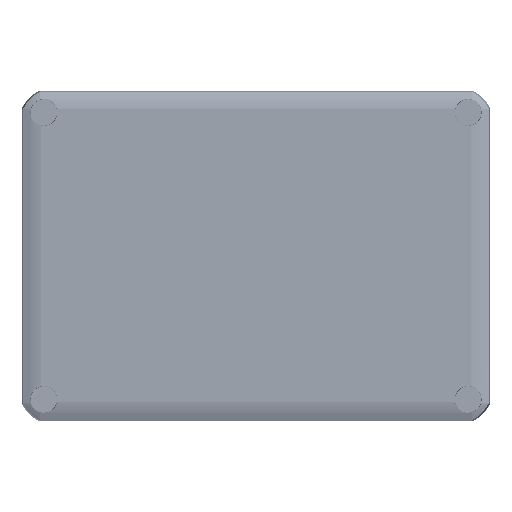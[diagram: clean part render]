
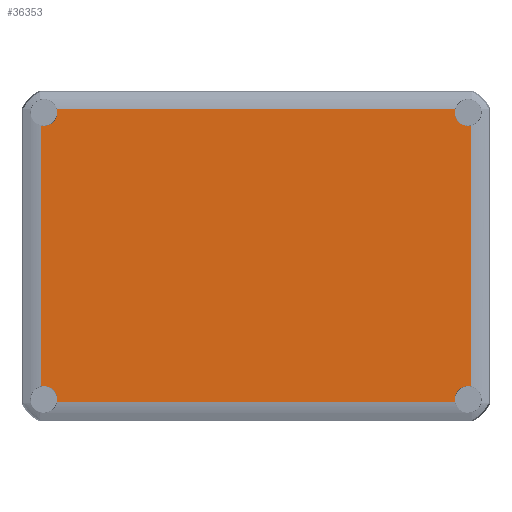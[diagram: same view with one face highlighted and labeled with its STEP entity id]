
A CAD part, top view. The second image highlights one B-rep face of the part: STEP entity #36353.
In plain terms, the highlighted face is planar.
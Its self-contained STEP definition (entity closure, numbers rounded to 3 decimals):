
#2130 = AXIS2_PLACEMENT_3D ( 'NONE', #55192, #71608, #30896 ) ;
#2242 = DIRECTION ( 'NONE',  ( 0., 0., 1. ) ) ;
#3639 = DIRECTION ( 'NONE',  ( -1., 0., 0. ) ) ;
#3788 = VERTEX_POINT ( 'NONE', #45087 ) ;
#3922 = VERTEX_POINT ( 'NONE', #95762 ) ;
#4184 = EDGE_CURVE ( 'NONE', #11518, #73364, #17476, .T. ) ;
#4766 = CARTESIAN_POINT ( 'NONE',  ( -178.505, -133.486, -17.01 ) ) ;
#5543 = ORIENTED_EDGE ( 'NONE', *, *, #22969, .T. ) ;
#7306 = VERTEX_POINT ( 'NONE', #70522 ) ;
#7399 = DIRECTION ( 'NONE',  ( -1., 0., 0. ) ) ;
#8210 = CARTESIAN_POINT ( 'NONE',  ( 73.692, 35.11, -17.01 ) ) ;
#9463 = EDGE_CURVE ( 'NONE', #87884, #3788, #36110, .T. ) ;
#11518 = VERTEX_POINT ( 'NONE', #28737 ) ;
#12807 = DIRECTION ( 'NONE',  ( -1., 0., 0. ) ) ;
#14046 = DIRECTION ( 'NONE',  ( -1., 0., 0. ) ) ;
#17331 = EDGE_CURVE ( 'NONE', #84203, #7306, #27589, .T. ) ;
#17476 = CIRCLE ( 'NONE', #89430, 8.21 ) ;
#19076 = DIRECTION ( 'NONE',  ( -1., 0., 0. ) ) ;
#19193 = DIRECTION ( 'NONE',  ( 0., 0., 1. ) ) ;
#19630 = AXIS2_PLACEMENT_3D ( 'NONE', #57101, #73511, #7399 ) ;
#19999 = DIRECTION ( 'NONE',  ( 0., 0., 1. ) ) ;
#20103 = AXIS2_PLACEMENT_3D ( 'NONE', #101305, #19193, #83508 ) ;
#20973 = DIRECTION ( 'NONE',  ( 0., -1., 0. ) ) ;
#21054 = CARTESIAN_POINT ( 'NONE',  ( 81.701, -141.496, -17.01 ) ) ;
#22632 = CARTESIAN_POINT ( 'NONE',  ( -185.055, -143.295, -17.01 ) ) ;
#22823 = EDGE_CURVE ( 'NONE', #3922, #95959, #94933, .T. ) ;
#22969 = EDGE_CURVE ( 'NONE', #73364, #87884, #79595, .T. ) ;
#23276 = ORIENTED_EDGE ( 'NONE', *, *, #81642, .T. ) ;
#23917 = ORIENTED_EDGE ( 'NONE', *, *, #87693, .T. ) ;
#27368 = EDGE_LOOP ( 'NONE', ( #46673, #23276, #23917, #76171, #56105, #92661, #80965, #35516, #5543, #78464, #66684, #84241 ) ) ;
#27589 = LINE ( 'NONE', #85258, #95291 ) ;
#28130 = LINE ( 'NONE', #85390, #72886 ) ;
#28615 = EDGE_CURVE ( 'NONE', #66899, #84203, #98085, .T. ) ;
#28737 = CARTESIAN_POINT ( 'NONE',  ( 73.492, -141.496, -17.01 ) ) ;
#29423 = DIRECTION ( 'NONE',  ( 0., 0., 1. ) ) ;
#29583 = EDGE_CURVE ( 'NONE', #3788, #75850, #48062, .T. ) ;
#30896 = DIRECTION ( 'NONE',  ( -1., 0., 0. ) ) ;
#35516 = ORIENTED_EDGE ( 'NONE', *, *, #4184, .T. ) ;
#36110 = CIRCLE ( 'NONE', #48588, 8.21 ) ;
#36353 = ADVANCED_FACE ( 'NONE', ( #70644 ), #88940, .T. ) ;
#37306 = VECTOR ( 'NONE', #102051, 1000. ) ;
#38077 = AXIS2_PLACEMENT_3D ( 'NONE', #89284, #40396, #97527 ) ;
#39266 = CARTESIAN_POINT ( 'NONE',  ( 73.691, -143.295, -17.01 ) ) ;
#40396 = DIRECTION ( 'NONE',  ( 0., 0., -1. ) ) ;
#42390 = LINE ( 'NONE', #59977, #37306 ) ;
#45087 = CARTESIAN_POINT ( 'NONE',  ( -168.496, -141.496, -17.01 ) ) ;
#46673 = ORIENTED_EDGE ( 'NONE', *, *, #22823, .T. ) ;
#46868 = CARTESIAN_POINT ( 'NONE',  ( 73.492, 33.306, -17.01 ) ) ;
#48000 = DIRECTION ( 'NONE',  ( -1., 0., 0. ) ) ;
#48062 = CIRCLE ( 'NONE', #52091, 8.21 ) ;
#48588 = AXIS2_PLACEMENT_3D ( 'NONE', #78363, #29423, #3639 ) ;
#52091 = AXIS2_PLACEMENT_3D ( 'NONE', #97301, #73368, #48000 ) ;
#55192 = CARTESIAN_POINT ( 'NONE',  ( 81.701, 33.306, -17.01 ) ) ;
#56056 = DIRECTION ( 'NONE',  ( 0., 1., 0. ) ) ;
#56105 = ORIENTED_EDGE ( 'NONE', *, *, #28615, .T. ) ;
#57101 = CARTESIAN_POINT ( 'NONE',  ( 81.701, -141.496, -17.01 ) ) ;
#59804 = CARTESIAN_POINT ( 'NONE',  ( 81.701, 33.306, -17.01 ) ) ;
#59977 = CARTESIAN_POINT ( 'NONE',  ( -185.055, 35.11, -17.01 ) ) ;
#60194 = DIRECTION ( 'NONE',  ( -1., 0., 0. ) ) ;
#62409 = CARTESIAN_POINT ( 'NONE',  ( -168.696, -143.295, -17.01 ) ) ;
#64140 = AXIS2_PLACEMENT_3D ( 'NONE', #100545, #2242, #60194 ) ;
#66684 = ORIENTED_EDGE ( 'NONE', *, *, #29583, .T. ) ;
#66899 = VERTEX_POINT ( 'NONE', #46868 ) ;
#67590 = CARTESIAN_POINT ( 'NONE',  ( 83.5, 25.296, -17.01 ) ) ;
#69449 = CIRCLE ( 'NONE', #19630, 8.21 ) ;
#70522 = CARTESIAN_POINT ( 'NONE',  ( 83.5, -133.486, -17.01 ) ) ;
#70527 = CIRCLE ( 'NONE', #2130, 8.21 ) ;
#70644 = FACE_OUTER_BOUND ( 'NONE', #27368, .T. ) ;
#70736 = EDGE_CURVE ( 'NONE', #82043, #66899, #70527, .T. ) ;
#71608 = DIRECTION ( 'NONE',  ( 0., 0., 1. ) ) ;
#71636 = VERTEX_POINT ( 'NONE', #80195 ) ;
#72360 = CARTESIAN_POINT ( 'NONE',  ( -168.496, 33.306, -17.01 ) ) ;
#72886 = VECTOR ( 'NONE', #56056, 1000. ) ;
#73215 = EDGE_CURVE ( 'NONE', #75850, #3922, #28130, .T. ) ;
#73364 = VERTEX_POINT ( 'NONE', #39266 ) ;
#73368 = DIRECTION ( 'NONE',  ( 0., 0., 1. ) ) ;
#73511 = DIRECTION ( 'NONE',  ( 0., 0., 1. ) ) ;
#75850 = VERTEX_POINT ( 'NONE', #4766 ) ;
#76171 = ORIENTED_EDGE ( 'NONE', *, *, #70736, .T. ) ;
#76607 = DIRECTION ( 'NONE',  ( 0., 0., 1. ) ) ;
#77056 = VECTOR ( 'NONE', #14046, 1000. ) ;
#78363 = CARTESIAN_POINT ( 'NONE',  ( -176.706, -141.496, -17.01 ) ) ;
#78464 = ORIENTED_EDGE ( 'NONE', *, *, #9463, .T. ) ;
#79595 = LINE ( 'NONE', #22632, #77056 ) ;
#80195 = CARTESIAN_POINT ( 'NONE',  ( -168.697, 35.11, -17.01 ) ) ;
#80965 = ORIENTED_EDGE ( 'NONE', *, *, #103348, .T. ) ;
#81642 = EDGE_CURVE ( 'NONE', #95959, #71636, #96576, .T. ) ;
#82043 = VERTEX_POINT ( 'NONE', #8210 ) ;
#83508 = DIRECTION ( 'NONE',  ( -1., 0., 0. ) ) ;
#84203 = VERTEX_POINT ( 'NONE', #67590 ) ;
#84241 = ORIENTED_EDGE ( 'NONE', *, *, #73215, .T. ) ;
#85258 = CARTESIAN_POINT ( 'NONE',  ( 83.5, 39.57, -17.01 ) ) ;
#85390 = CARTESIAN_POINT ( 'NONE',  ( -178.505, 39.57, -17.01 ) ) ;
#87693 = EDGE_CURVE ( 'NONE', #71636, #82043, #42390, .T. ) ;
#87884 = VERTEX_POINT ( 'NONE', #62409 ) ;
#88940 = PLANE ( 'NONE',  #38077 ) ;
#89284 = CARTESIAN_POINT ( 'NONE',  ( -185.055, 39.57, -17.01 ) ) ;
#89430 = AXIS2_PLACEMENT_3D ( 'NONE', #21054, #19999, #12807 ) ;
#92661 = ORIENTED_EDGE ( 'NONE', *, *, #17331, .T. ) ;
#94512 = AXIS2_PLACEMENT_3D ( 'NONE', #59804, #76607, #19076 ) ;
#94933 = CIRCLE ( 'NONE', #64140, 8.21 ) ;
#95291 = VECTOR ( 'NONE', #20973, 1000. ) ;
#95762 = CARTESIAN_POINT ( 'NONE',  ( -178.505, 25.296, -17.01 ) ) ;
#95959 = VERTEX_POINT ( 'NONE', #72360 ) ;
#96576 = CIRCLE ( 'NONE', #20103, 8.21 ) ;
#97301 = CARTESIAN_POINT ( 'NONE',  ( -176.706, -141.496, -17.01 ) ) ;
#97527 = DIRECTION ( 'NONE',  ( -1., 0., 0. ) ) ;
#98085 = CIRCLE ( 'NONE', #94512, 8.21 ) ;
#100545 = CARTESIAN_POINT ( 'NONE',  ( -176.706, 33.306, -17.01 ) ) ;
#101305 = CARTESIAN_POINT ( 'NONE',  ( -176.706, 33.306, -17.01 ) ) ;
#102051 = DIRECTION ( 'NONE',  ( 1., 0., 0. ) ) ;
#103348 = EDGE_CURVE ( 'NONE', #7306, #11518, #69449, .T. ) ;
